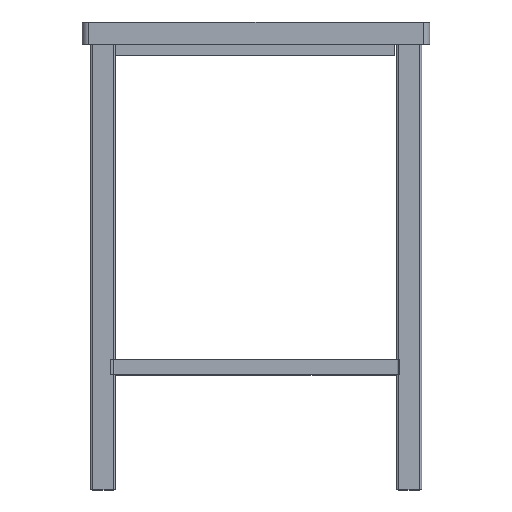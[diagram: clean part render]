
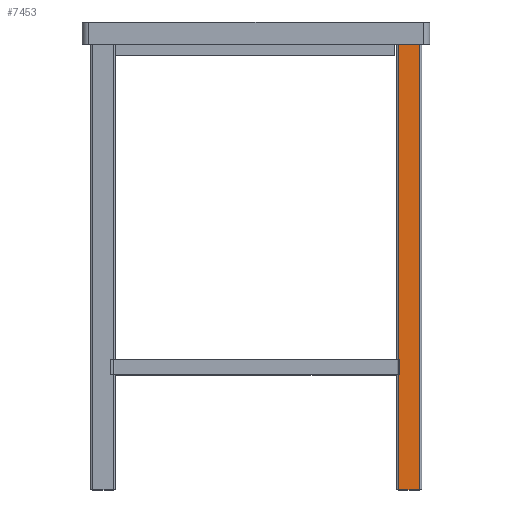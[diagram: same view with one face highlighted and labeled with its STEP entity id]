
A CAD part, top view. The second image highlights one B-rep face of the part: STEP entity #7453.
In plain terms, the highlighted planar face has unit normal (0, 0, 1).
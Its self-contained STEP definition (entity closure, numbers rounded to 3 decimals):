
#23 = CARTESIAN_POINT ( 'NONE',  ( 62.021, -200., 44.224 ) ) ;
#101 = VECTOR ( 'NONE', #4735, 1000. ) ;
#418 = CARTESIAN_POINT ( 'NONE',  ( 62.021, -200., 44.224 ) ) ;
#516 = LINE ( 'NONE', #418, #8331 ) ;
#551 = CARTESIAN_POINT ( 'NONE',  ( 62.021, 0., 44.224 ) ) ;
#1060 = LINE ( 'NONE', #4080, #5168 ) ;
#1388 = VERTEX_POINT ( 'NONE', #8535 ) ;
#1497 = DIRECTION ( 'NONE',  ( 0., 0., -1. ) ) ;
#1768 = VECTOR ( 'NONE', #8962, 1000. ) ;
#2583 = LINE ( 'NONE', #3312, #101 ) ;
#2939 = AXIS2_PLACEMENT_3D ( 'NONE', #8868, #1497, #4470 ) ;
#3008 = FACE_OUTER_BOUND ( 'NONE', #5741, .T. ) ;
#3312 = CARTESIAN_POINT ( 'NONE',  ( 62.021, 0., 44.224 ) ) ;
#3318 = ORIENTED_EDGE ( 'NONE', *, *, #8759, .T. ) ;
#3575 = VERTEX_POINT ( 'NONE', #6157 ) ;
#4080 = CARTESIAN_POINT ( 'NONE',  ( 52.649, -200., 44.224 ) ) ;
#4470 = DIRECTION ( 'NONE',  ( -1., 0., 0. ) ) ;
#4628 = ORIENTED_EDGE ( 'NONE', *, *, #4904, .T. ) ;
#4699 = VERTEX_POINT ( 'NONE', #551 ) ;
#4735 = DIRECTION ( 'NONE',  ( -1., 0., 0. ) ) ;
#4823 = DIRECTION ( 'NONE',  ( 0., 1., 0. ) ) ;
#4904 = EDGE_CURVE ( 'NONE', #4699, #9472, #2583, .T. ) ;
#5168 = VECTOR ( 'NONE', #4823, 1000. ) ;
#5325 = EDGE_CURVE ( 'NONE', #3575, #1388, #516, .T. ) ;
#5741 = EDGE_LOOP ( 'NONE', ( #4628, #6514, #5880, #3318 ) ) ;
#5880 = ORIENTED_EDGE ( 'NONE', *, *, #5325, .F. ) ;
#5891 = PLANE ( 'NONE',  #2939 ) ;
#6157 = CARTESIAN_POINT ( 'NONE',  ( 62.021, -200., 44.224 ) ) ;
#6514 = ORIENTED_EDGE ( 'NONE', *, *, #6858, .F. ) ;
#6723 = LINE ( 'NONE', #23, #1768 ) ;
#6858 = EDGE_CURVE ( 'NONE', #1388, #9472, #1060, .T. ) ;
#7453 = ADVANCED_FACE ( 'NONE', ( #3008 ), #5891, .F. ) ;
#8331 = VECTOR ( 'NONE', #8680, 1000. ) ;
#8535 = CARTESIAN_POINT ( 'NONE',  ( 52.649, -200., 44.224 ) ) ;
#8680 = DIRECTION ( 'NONE',  ( -1., 0., 0. ) ) ;
#8759 = EDGE_CURVE ( 'NONE', #3575, #4699, #6723, .T. ) ;
#8868 = CARTESIAN_POINT ( 'NONE',  ( 62.021, -200., 44.224 ) ) ;
#8915 = CARTESIAN_POINT ( 'NONE',  ( 52.649, 0., 44.224 ) ) ;
#8962 = DIRECTION ( 'NONE',  ( 0., 1., 0. ) ) ;
#9472 = VERTEX_POINT ( 'NONE', #8915 ) ;
